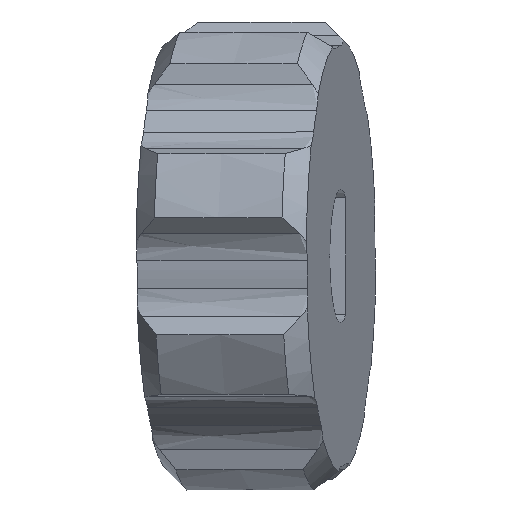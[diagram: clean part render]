
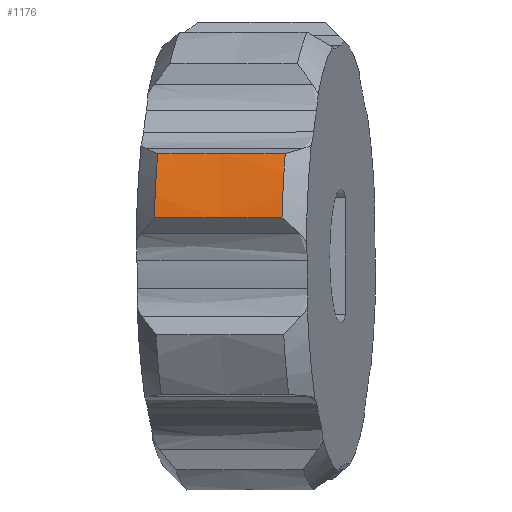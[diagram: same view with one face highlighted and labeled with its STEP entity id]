
A CAD part, front view. The second image highlights one B-rep face of the part: STEP entity #1176.
In plain terms, the highlighted cylindrical face has radius 11 mm (diameter 22 mm), a partial arc.
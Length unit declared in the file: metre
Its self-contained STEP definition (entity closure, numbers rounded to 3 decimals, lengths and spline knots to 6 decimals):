
#34=ELLIPSE('',#1283,12.30298,0.011);
#35=ELLIPSE('',#1293,12.30298,0.011);
#50=CYLINDRICAL_SURFACE('',#1292,0.011);
#379=ORIENTED_EDGE('',*,*,#715,.T.);
#380=ORIENTED_EDGE('',*,*,#707,.T.);
#381=ORIENTED_EDGE('',*,*,#689,.T.);
#382=ORIENTED_EDGE('',*,*,#718,.T.);
#689=EDGE_CURVE('',#871,#872,#965,.F.);
#707=EDGE_CURVE('',#882,#871,#34,.F.);
#715=EDGE_CURVE('',#889,#882,#971,.T.);
#718=EDGE_CURVE('',#872,#889,#35,.F.);
#871=VERTEX_POINT('',#1946);
#872=VERTEX_POINT('',#1947);
#882=VERTEX_POINT('',#2043);
#889=VERTEX_POINT('',#2075);
#965=CIRCLE('',#1276,0.011);
#971=CIRCLE('',#1291,0.011);
#1017=EDGE_LOOP('',(#379,#380,#381,#382));
#1087=FACE_BOUND('',#1017,.T.);
#1176=ADVANCED_FACE('',(#1087),#50,.T.);
#1276=AXIS2_PLACEMENT_3D('',#1945,#1443,#1444);
#1283=AXIS2_PLACEMENT_3D('',#2044,#1457,#1458);
#1291=AXIS2_PLACEMENT_3D('',#2074,#1473,#1474);
#1292=AXIS2_PLACEMENT_3D('',#2085,#1475,#1476);
#1293=AXIS2_PLACEMENT_3D('',#2086,#1477,#1478);
#1443=DIRECTION('',(-0.987,0.162,0.));
#1444=DIRECTION('',(0.162,0.987,0.));
#1457=DIRECTION('',(-0.041,-0.247,0.968));
#1458=DIRECTION('',(0.987,-0.162,0.001));
#1473=DIRECTION('',(-0.987,0.162,0.));
#1474=DIRECTION('',(0.162,0.987,0.));
#1475=DIRECTION('',(0.987,-0.162,0.));
#1476=DIRECTION('',(-0.162,-0.987,0.));
#1477=DIRECTION('',(-0.122,-0.749,-0.651));
#1478=DIRECTION('',(0.987,-0.161,0.001));
#1945=CARTESIAN_POINT('',(0.002225,0.0618,0.064686));
#1946=CARTESIAN_POINT('',(0.000622,0.052009,0.069436));
#1947=CARTESIAN_POINT('',(0.000471,0.051085,0.066451));
#2043=CARTESIAN_POINT('',(0.006544,0.051042,0.069442));
#2044=CARTESIAN_POINT('',(-7.817602,1.34229,0.064686));
#2074=CARTESIAN_POINT('',(0.008146,0.060831,0.064686));
#2075=CARTESIAN_POINT('',(0.006392,0.050117,0.066458));
#2085=CARTESIAN_POINT('',(0.001238,0.061962,0.064686));
#2086=CARTESIAN_POINT('',(7.827973,-1.219659,0.064686));
